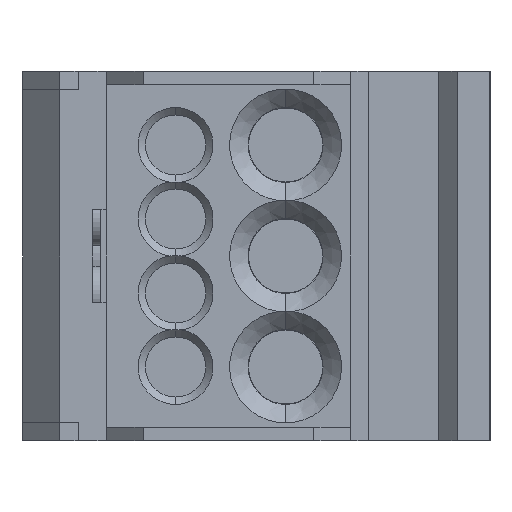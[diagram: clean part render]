
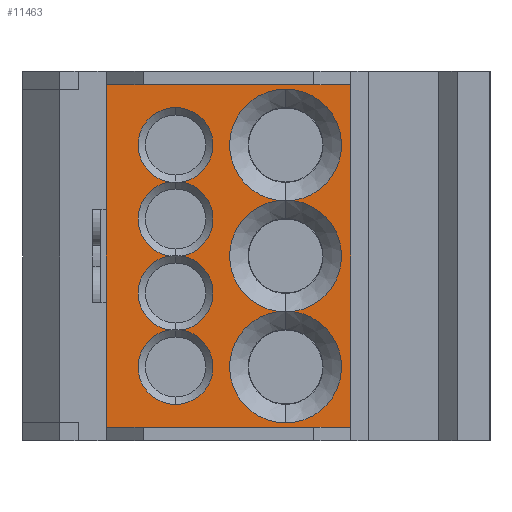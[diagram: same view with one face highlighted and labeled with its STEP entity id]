
A CAD part, left-side view. The second image highlights one B-rep face of the part: STEP entity #11463.
In plain terms, the highlighted planar face has unit normal (-1, 0, 0).
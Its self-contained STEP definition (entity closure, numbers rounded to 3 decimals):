
#6069=DIRECTION('',(0.,0.,1.));
#6070=VECTOR('',#6069,37.);
#6071=CARTESIAN_POINT('',(124.923,49.576,1.5));
#6072=LINE('',#6071,#6070);
#7179=DIRECTION('',(0.,1.,0.));
#7180=VECTOR('',#7179,26.444);
#7181=CARTESIAN_POINT('',(124.923,49.576,38.5));
#7182=LINE('',#7181,#7180);
#7207=DIRECTION('',(0.,1.,0.));
#7208=VECTOR('',#7207,26.444);
#7209=CARTESIAN_POINT('',(124.923,49.576,1.5));
#7210=LINE('',#7209,#7208);
#7214=DIRECTION('',(0.,0.,1.));
#7215=VECTOR('',#7214,37.);
#7216=CARTESIAN_POINT('',(124.923,76.02,1.5));
#7217=LINE('',#7216,#7215);
#7221=CARTESIAN_POINT('',(124.923,68.528,24.));
#7222=DIRECTION('',(-1.,0.,0.));
#7223=DIRECTION('',(0.,0.157,0.988));
#7224=AXIS2_PLACEMENT_3D('',#7221,#7222,#7223);
#7229=CARTESIAN_POINT('',(124.923,68.528,16.));
#7230=DIRECTION('',(-1.,0.,0.));
#7231=DIRECTION('',(0.,0.157,0.988));
#7232=AXIS2_PLACEMENT_3D('',#7229,#7230,#7231);
#7237=CARTESIAN_POINT('',(124.923,68.528,8.));
#7238=DIRECTION('',(-1.,0.,0.));
#7239=DIRECTION('',(0.,0.157,0.988));
#7240=AXIS2_PLACEMENT_3D('',#7237,#7238,#7239);
#7245=CARTESIAN_POINT('',(124.923,68.528,8.));
#7246=DIRECTION('',(-1.,0.,0.));
#7247=DIRECTION('',(0.,0.,-1.));
#7248=AXIS2_PLACEMENT_3D('',#7245,#7246,#7247);
#7253=CARTESIAN_POINT('',(124.923,68.528,16.));
#7254=DIRECTION('',(-1.,0.,0.));
#7255=DIRECTION('',(0.,-0.157,-0.988));
#7256=AXIS2_PLACEMENT_3D('',#7253,#7254,#7255);
#7261=CARTESIAN_POINT('',(124.923,68.528,24.));
#7262=DIRECTION('',(-1.,0.,0.));
#7263=DIRECTION('',(0.,-0.157,-0.988));
#7264=AXIS2_PLACEMENT_3D('',#7261,#7262,#7263);
#7269=CARTESIAN_POINT('',(124.923,68.528,32.));
#7270=DIRECTION('',(-1.,0.,0.));
#7271=DIRECTION('',(0.,-0.157,-0.988));
#7272=AXIS2_PLACEMENT_3D('',#7269,#7270,#7271);
#7277=CARTESIAN_POINT('',(124.923,68.528,32.));
#7278=DIRECTION('',(-1.,0.,0.));
#7279=DIRECTION('',(0.,0.,1.));
#7280=AXIS2_PLACEMENT_3D('',#7277,#7278,#7279);
#7285=CARTESIAN_POINT('',(124.923,56.628,8.));
#7286=DIRECTION('',(-1.,0.,0.));
#7287=DIRECTION('',(0.,0.,-1.));
#7288=AXIS2_PLACEMENT_3D('',#7285,#7286,#7287);
#7293=CARTESIAN_POINT('',(124.923,56.628,20.));
#7294=DIRECTION('',(-1.,0.,0.));
#7295=DIRECTION('',(0.,-0.128,-0.992));
#7296=AXIS2_PLACEMENT_3D('',#7293,#7294,#7295);
#7301=CARTESIAN_POINT('',(124.923,56.628,32.));
#7302=DIRECTION('',(-1.,0.,0.));
#7303=DIRECTION('',(0.,-0.128,-0.992));
#7304=AXIS2_PLACEMENT_3D('',#7301,#7302,#7303);
#7309=CARTESIAN_POINT('',(124.923,56.628,32.));
#7310=DIRECTION('',(-1.,0.,0.));
#7311=DIRECTION('',(0.,0.,1.));
#7312=AXIS2_PLACEMENT_3D('',#7309,#7310,#7311);
#7317=CARTESIAN_POINT('',(124.923,56.628,20.));
#7318=DIRECTION('',(-1.,0.,0.));
#7319=DIRECTION('',(0.,0.128,0.992));
#7320=AXIS2_PLACEMENT_3D('',#7317,#7318,#7319);
#7325=CARTESIAN_POINT('',(124.923,56.628,8.));
#7326=DIRECTION('',(-1.,0.,0.));
#7327=DIRECTION('',(0.,0.128,0.992));
#7328=AXIS2_PLACEMENT_3D('',#7325,#7326,#7327);
#9707=CARTESIAN_POINT('',(124.923,49.576,1.5));
#9708=VERTEX_POINT('',#9707);
#9709=CARTESIAN_POINT('',(124.923,49.576,38.5));
#9710=VERTEX_POINT('',#9709);
#9717=CARTESIAN_POINT('',(124.923,76.02,1.5));
#9718=VERTEX_POINT('',#9717);
#9735=CARTESIAN_POINT('',(124.923,76.02,38.5));
#9736=VERTEX_POINT('',#9735);
#10030=CARTESIAN_POINT('',(124.923,69.163,28.));
#10031=CARTESIAN_POINT('',(124.923,69.163,20.));
#10032=VERTEX_POINT('',#10030);
#10033=VERTEX_POINT('',#10031);
#10034=CARTESIAN_POINT('',(124.923,69.163,12.));
#10035=VERTEX_POINT('',#10034);
#10036=CARTESIAN_POINT('',(124.923,68.528,3.95));
#10037=VERTEX_POINT('',#10036);
#10038=CARTESIAN_POINT('',(124.923,67.894,12.));
#10039=VERTEX_POINT('',#10038);
#10040=CARTESIAN_POINT('',(124.923,67.894,20.));
#10041=VERTEX_POINT('',#10040);
#10042=CARTESIAN_POINT('',(124.923,67.894,28.));
#10043=VERTEX_POINT('',#10042);
#10044=CARTESIAN_POINT('',(124.923,68.528,36.05));
#10045=VERTEX_POINT('',#10044);
#10046=CARTESIAN_POINT('',(124.923,56.628,1.95));
#10047=CARTESIAN_POINT('',(124.923,55.852,14.));
#10048=VERTEX_POINT('',#10046);
#10049=VERTEX_POINT('',#10047);
#10050=CARTESIAN_POINT('',(124.923,55.852,26.));
#10051=VERTEX_POINT('',#10050);
#10052=CARTESIAN_POINT('',(124.923,56.628,38.05));
#10053=VERTEX_POINT('',#10052);
#10054=CARTESIAN_POINT('',(124.923,57.405,26.));
#10055=VERTEX_POINT('',#10054);
#10056=CARTESIAN_POINT('',(124.923,57.405,14.));
#10057=VERTEX_POINT('',#10056);
#11419=CARTESIAN_POINT('',(124.923,49.576,40.));
#11420=DIRECTION('',(1.,0.,0.));
#11421=DIRECTION('',(0.,0.,-1.));
#11422=AXIS2_PLACEMENT_3D('',#11419,#11420,#11421);
#11423=PLANE('',#11422);
#11424=ORIENTED_EDGE('',*,*,#10544,.F.);
#11426=ORIENTED_EDGE('',*,*,#11425,.T.);
#11427=ORIENTED_EDGE('',*,*,#10648,.T.);
#11428=ORIENTED_EDGE('',*,*,#11402,.F.);
#11429=EDGE_LOOP('',(#11424,#11426,#11427,#11428));
#11430=FACE_OUTER_BOUND('',#11429,.F.);
#11432=ORIENTED_EDGE('',*,*,#11431,.T.);
#11434=ORIENTED_EDGE('',*,*,#11433,.T.);
#11436=ORIENTED_EDGE('',*,*,#11435,.T.);
#11438=ORIENTED_EDGE('',*,*,#11437,.T.);
#11440=ORIENTED_EDGE('',*,*,#11439,.T.);
#11442=ORIENTED_EDGE('',*,*,#11441,.T.);
#11444=ORIENTED_EDGE('',*,*,#11443,.T.);
#11446=ORIENTED_EDGE('',*,*,#11445,.T.);
#11447=EDGE_LOOP('',(#11432,#11434,#11436,#11438,#11440,#11442,#11444,#11446));
#11448=FACE_BOUND('',#11447,.F.);
#11450=ORIENTED_EDGE('',*,*,#11449,.T.);
#11452=ORIENTED_EDGE('',*,*,#11451,.T.);
#11454=ORIENTED_EDGE('',*,*,#11453,.T.);
#11456=ORIENTED_EDGE('',*,*,#11455,.T.);
#11458=ORIENTED_EDGE('',*,*,#11457,.T.);
#11460=ORIENTED_EDGE('',*,*,#11459,.T.);
#11461=EDGE_LOOP('',(#11450,#11452,#11454,#11456,#11458,#11460));
#11462=FACE_BOUND('',#11461,.F.);
#7225=CIRCLE('',#7224,4.05);
#7233=CIRCLE('',#7232,4.05);
#7241=CIRCLE('',#7240,4.05);
#7249=CIRCLE('',#7248,4.05);
#7257=CIRCLE('',#7256,4.05);
#7265=CIRCLE('',#7264,4.05);
#7273=CIRCLE('',#7272,4.05);
#7281=CIRCLE('',#7280,4.05);
#7289=CIRCLE('',#7288,6.05);
#7297=CIRCLE('',#7296,6.05);
#7305=CIRCLE('',#7304,6.05);
#7313=CIRCLE('',#7312,6.05);
#7321=CIRCLE('',#7320,6.05);
#7329=CIRCLE('',#7328,6.05);
#10544=EDGE_CURVE('',#9708,#9710,#6072,.T.);
#10648=EDGE_CURVE('',#9718,#9736,#7217,.T.);
#11402=EDGE_CURVE('',#9710,#9736,#7182,.T.);
#11425=EDGE_CURVE('',#9708,#9718,#7210,.T.);
#11431=EDGE_CURVE('',#10032,#10033,#7225,.T.);
#11433=EDGE_CURVE('',#10033,#10035,#7233,.T.);
#11435=EDGE_CURVE('',#10035,#10037,#7241,.T.);
#11437=EDGE_CURVE('',#10037,#10039,#7249,.T.);
#11439=EDGE_CURVE('',#10039,#10041,#7257,.T.);
#11441=EDGE_CURVE('',#10041,#10043,#7265,.T.);
#11443=EDGE_CURVE('',#10043,#10045,#7273,.T.);
#11445=EDGE_CURVE('',#10045,#10032,#7281,.T.);
#11449=EDGE_CURVE('',#10048,#10049,#7289,.T.);
#11451=EDGE_CURVE('',#10049,#10051,#7297,.T.);
#11453=EDGE_CURVE('',#10051,#10053,#7305,.T.);
#11455=EDGE_CURVE('',#10053,#10055,#7313,.T.);
#11457=EDGE_CURVE('',#10055,#10057,#7321,.T.);
#11459=EDGE_CURVE('',#10057,#10048,#7329,.T.);
#11463=ADVANCED_FACE('',(#11430,#11448,#11462),#11423,.F.);
